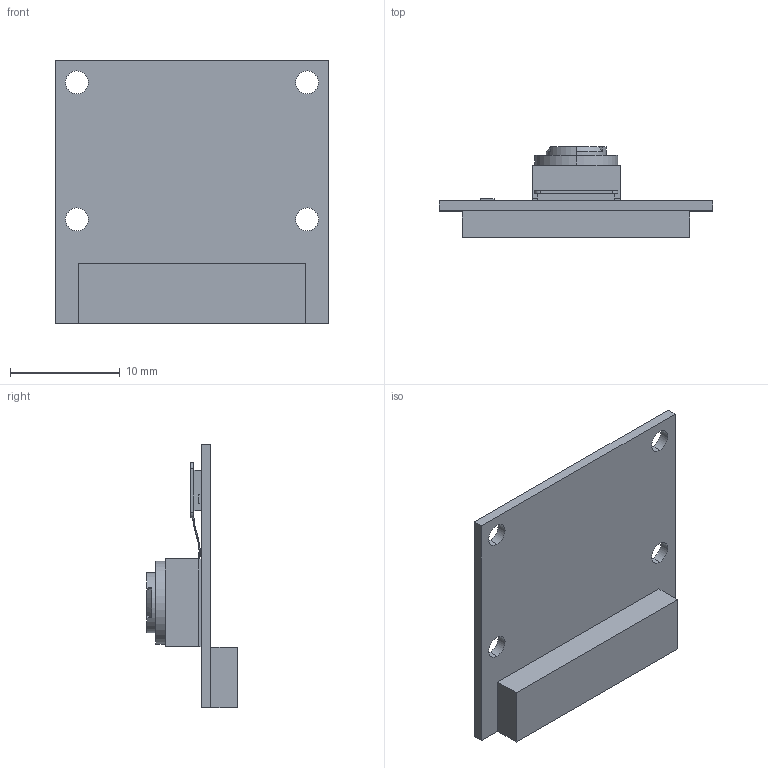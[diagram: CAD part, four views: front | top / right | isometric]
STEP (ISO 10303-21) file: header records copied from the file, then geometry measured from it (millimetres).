
FILE_DESCRIPTION(/* description */ (''),/* implementation_level */ '2;1');
FILE_NAME(/* name */ 'e8164e2b-dd80-4c8f-bca8-46223f9d9f28.stp',/* time_stamp */ '2017-10-21T20:58:50+00:00',/* author */ (''),/* organization */ (''),/* preprocessor_version */ 'ST-DEVELOPER v16.13',/* originating_system */ 'Autodesk Translation Framework v6.5.0.72',/* authorisation */ '');
FILE_SCHEMA (('AUTOMOTIVE_DESIGN { 1 0 10303 214 3 1 1 }'));
Length unit declared in the file: millimetre
Products named in the file (8): RasPi_Camera v4; RasPi_Camera; RasPi_Camera_Board; OVA5647; OVA5647_Housing; OVA5647_IR-Glas; OVA5647_Lens_FOV; OVA5647_Pigtail
Assembly tree (7 placements, depth 3):
  RasPi_Camera v4
    RasPi_Camera
      RasPi_Camera_Board
      OVA5647
      OVA5647_Housing
      OVA5647_IR-Glas
      OVA5647_Lens_FOV
      OVA5647_Pigtail
Bounding box: 25 x 8.25 x 24 mm (x, y, z)
Surface area: 2225.7 mm2 (no closed solid volume)
Topology: 0 solids, 493 shells, 493 faces, 2335 edges, 2335 vertices
Faces by surface type: plane 191, cylinder 156, torus 124, bspline 9, cone 9, sphere 4
Entity records: 29524 total; most frequent: CARTESIAN_POINT 9507, DIRECTION 4060, VERTEX_POINT 2335, EDGE_CURVE 2335, ORIENTED_EDGE 2335, AXIS2_PLACEMENT_3D 1510, LINE 1040, VECTOR 1040
